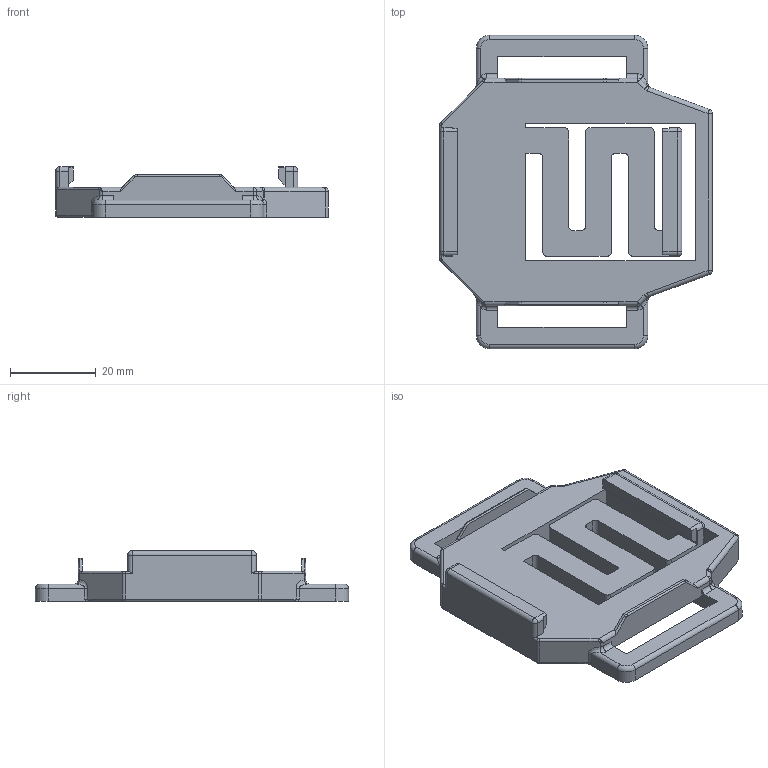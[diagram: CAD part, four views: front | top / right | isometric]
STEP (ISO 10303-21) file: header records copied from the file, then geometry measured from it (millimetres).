
FILE_DESCRIPTION (( 'STEP AP214' ), '1' );
FILE_NAME ('辦莞菁釱_3cm.STEP', '2024-09-11T18:52:57', ( 'Windows 蚚誧' ), ( '' ), 'SwSTEP 2.0', 'SolidWorks 2022', '' );
FILE_SCHEMA (( 'AUTOMOTIVE_DESIGN' ));
Length unit declared in the file: millimetre
Products named in the file (1): 快拆底座_3cm
Bounding box: 63.64 x 73.14 x 11.8 mm (x, y, z)
Volume: 20992.7 mm3; surface area: 11933.7 mm2
Topology: 1 solids, 1 shells, 188 faces, 486 edges, 290 vertices
Faces by surface type: cylinder 77, plane 71, torus 18, bspline 12, sphere 10
Entity records: 5874 total; most frequent: CARTESIAN_POINT 1333, DIRECTION 962, ORIENTED_EDGE 956, EDGE_CURVE 478, AXIS2_PLACEMENT_3D 343, VERTEX_POINT 290, LINE 276, VECTOR 276
